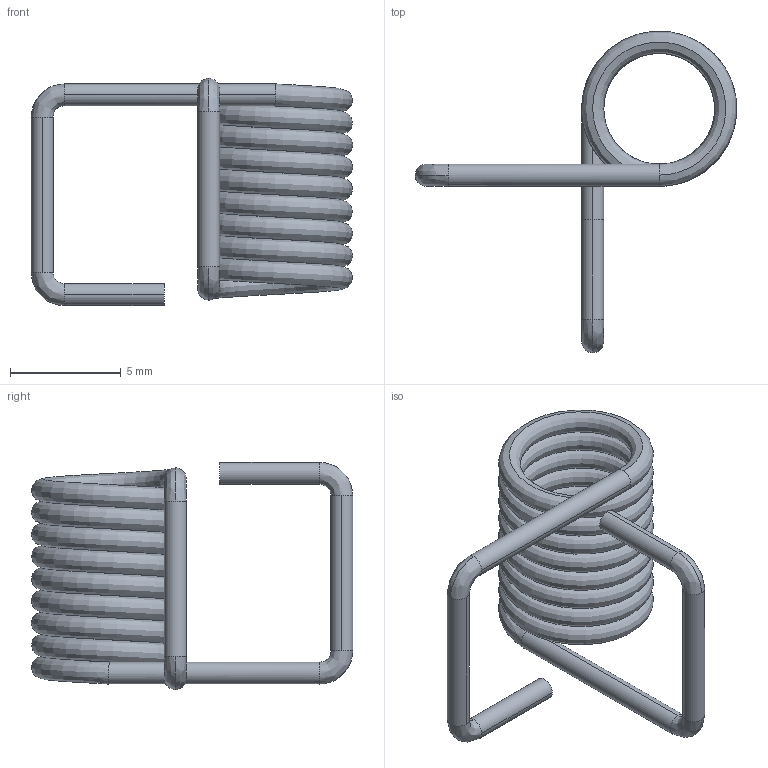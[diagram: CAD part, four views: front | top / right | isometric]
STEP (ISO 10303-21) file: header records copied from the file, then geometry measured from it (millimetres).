
FILE_DESCRIPTION (( 'STEP AP203' ), '1' );
FILE_NAME ('1168-C.STEP', '2017-02-27T14:41:49', ( '' ), ( '' ), 'SwSTEP 2.0', 'SolidWorks 2016', '' );
FILE_SCHEMA (( 'CONFIG_CONTROL_DESIGN' ));
Length unit declared in the file: millimetre
Products named in the file (1): 1168-C
Bounding box: 14.49 x 14.49 x 10.24 mm (x, y, z)
Volume: 164.4 mm3; surface area: 665.4 mm2
Topology: 1 solids, 1 shells, 24 faces, 62 edges, 40 vertices
Faces by surface type: bspline 12, cylinder 10, plane 2
Entity records: 5075 total; most frequent: CARTESIAN_POINT 4441, ORIENTED_EDGE 124, DIRECTION 120, EDGE_CURVE 62, AXIS2_PLACEMENT_3D 55, CIRCLE 42, VERTEX_POINT 40, FACE_OUTER_BOUND 24
